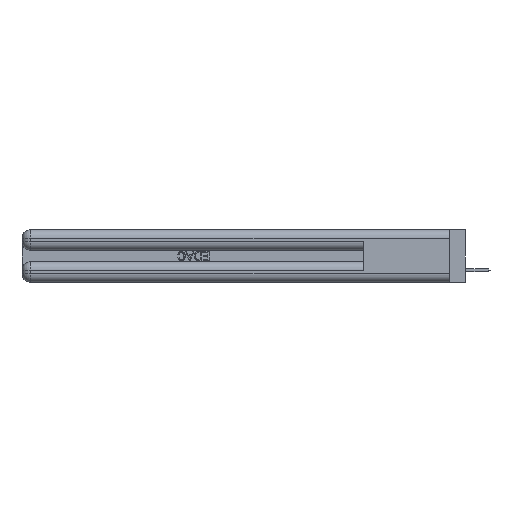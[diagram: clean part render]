
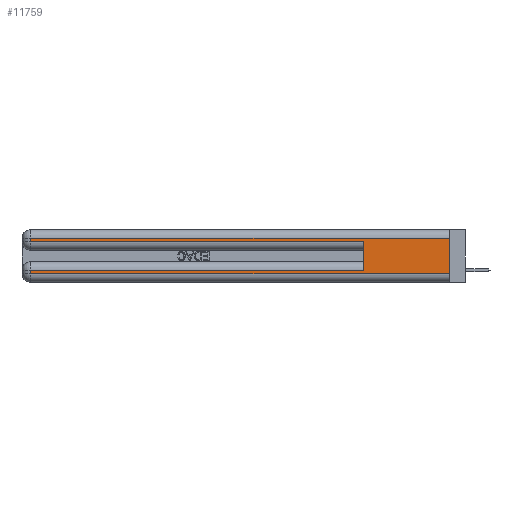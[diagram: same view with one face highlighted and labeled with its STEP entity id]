
A CAD part, left-side view. The second image highlights one B-rep face of the part: STEP entity #11759.
In plain terms, the highlighted planar face has unit normal (-1, 0, 0).
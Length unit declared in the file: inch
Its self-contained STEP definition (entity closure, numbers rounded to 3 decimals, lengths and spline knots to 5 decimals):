
#2741 = ORIENTED_EDGE ( 'NONE', *, *, #45388, .T. ) ;
#4338 = DIRECTION ( 'NONE',  ( 0., -1., 0. ) ) ;
#4648 = ORIENTED_EDGE ( 'NONE', *, *, #14985, .F. ) ;
#5216 = PLANE ( 'NONE',  #8451 ) ;
#6429 = LINE ( 'NONE', #44808, #38573 ) ;
#8138 = CARTESIAN_POINT ( 'NONE',  ( 0., 2.94, 0.06 ) ) ;
#8451 = AXIS2_PLACEMENT_3D ( 'NONE', #30916, #12788, #8928 ) ;
#8470 = EDGE_CURVE ( 'NONE', #23474, #45481, #19812, .T. ) ;
#8869 = DIRECTION ( 'NONE',  ( 0., 0., -1. ) ) ;
#8928 = DIRECTION ( 'NONE',  ( 0., 0., -1. ) ) ;
#10470 = EDGE_CURVE ( 'NONE', #34513, #30405, #6429, .T. ) ;
#10800 = VECTOR ( 'NONE', #20608, 39.37008 ) ;
#10815 = ORIENTED_EDGE ( 'NONE', *, *, #39510, .T. ) ;
#11096 = CARTESIAN_POINT ( 'NONE',  ( 0., 0., 0.06 ) ) ;
#11759 = ADVANCED_FACE ( 'NONE', ( #13186 ), #5216, .F. ) ;
#11991 = DIRECTION ( 'NONE',  ( 0., 0., -1. ) ) ;
#12262 = CARTESIAN_POINT ( 'NONE',  ( 0., 0.6, 0.085 ) ) ;
#12788 = DIRECTION ( 'NONE',  ( 1., 0., 0. ) ) ;
#13186 = FACE_OUTER_BOUND ( 'NONE', #13686, .T. ) ;
#13686 = EDGE_LOOP ( 'NONE', ( #27313, #10815, #30923, #26869, #4648, #2741, #34551, #39532 ) ) ;
#14985 = EDGE_CURVE ( 'NONE', #17352, #16969, #29452, .T. ) ;
#15292 = DIRECTION ( 'NONE',  ( 0., 0., -1. ) ) ;
#16007 = CARTESIAN_POINT ( 'NONE',  ( 0., 2.94, 0.37 ) ) ;
#16681 = VERTEX_POINT ( 'NONE', #8138 ) ;
#16888 = CARTESIAN_POINT ( 'NONE',  ( 0., 0., 0.31 ) ) ;
#16920 = CARTESIAN_POINT ( 'NONE',  ( 0., 0.6, 0.145 ) ) ;
#16927 = CARTESIAN_POINT ( 'NONE',  ( 0., 0., 0.06 ) ) ;
#16969 = VERTEX_POINT ( 'NONE', #31863 ) ;
#17352 = VERTEX_POINT ( 'NONE', #12262 ) ;
#19812 = LINE ( 'NONE', #41880, #38704 ) ;
#20608 = DIRECTION ( 'NONE',  ( 0., 1., 0. ) ) ;
#20750 = VECTOR ( 'NONE', #4338, 39.37008 ) ;
#20805 = VECTOR ( 'NONE', #11991, 39.37008 ) ;
#21984 = VECTOR ( 'NONE', #46256, 39.37008 ) ;
#23107 = DIRECTION ( 'NONE',  ( 0., -1., 0. ) ) ;
#23151 = EDGE_CURVE ( 'NONE', #16681, #45481, #40241, .T. ) ;
#23474 = VERTEX_POINT ( 'NONE', #16888 ) ;
#26869 = ORIENTED_EDGE ( 'NONE', *, *, #36564, .T. ) ;
#27313 = ORIENTED_EDGE ( 'NONE', *, *, #8470, .F. ) ;
#27986 = CARTESIAN_POINT ( 'NONE',  ( 0., 0., 0.085 ) ) ;
#29115 = LINE ( 'NONE', #30640, #45172 ) ;
#29418 = LINE ( 'NONE', #16007, #20805 ) ;
#29445 = DIRECTION ( 'NONE',  ( 0., 1., 0. ) ) ;
#29452 = LINE ( 'NONE', #16920, #21984 ) ;
#30201 = VECTOR ( 'NONE', #29445, 39.37008 ) ;
#30405 = VERTEX_POINT ( 'NONE', #43481 ) ;
#30640 = CARTESIAN_POINT ( 'NONE',  ( 0., 0., 0.285 ) ) ;
#30916 = CARTESIAN_POINT ( 'NONE',  ( 0., 0., 0.37 ) ) ;
#30923 = ORIENTED_EDGE ( 'NONE', *, *, #10470, .T. ) ;
#31863 = CARTESIAN_POINT ( 'NONE',  ( 0., 0.6, 0.285 ) ) ;
#32182 = EDGE_CURVE ( 'NONE', #36060, #16681, #29418, .T. ) ;
#32506 = LINE ( 'NONE', #32652, #30201 ) ;
#32652 = CARTESIAN_POINT ( 'NONE',  ( 0., 0., 0.31 ) ) ;
#32653 = LINE ( 'NONE', #27986, #10800 ) ;
#34513 = VERTEX_POINT ( 'NONE', #45596 ) ;
#34551 = ORIENTED_EDGE ( 'NONE', *, *, #32182, .T. ) ;
#36060 = VERTEX_POINT ( 'NONE', #37278 ) ;
#36564 = EDGE_CURVE ( 'NONE', #30405, #16969, #29115, .T. ) ;
#37278 = CARTESIAN_POINT ( 'NONE',  ( 0., 2.94, 0.085 ) ) ;
#38573 = VECTOR ( 'NONE', #15292, 39.37008 ) ;
#38704 = VECTOR ( 'NONE', #8869, 39.37008 ) ;
#39510 = EDGE_CURVE ( 'NONE', #23474, #34513, #32506, .T. ) ;
#39532 = ORIENTED_EDGE ( 'NONE', *, *, #23151, .T. ) ;
#40241 = LINE ( 'NONE', #11096, #20750 ) ;
#41880 = CARTESIAN_POINT ( 'NONE',  ( 0., 0., 0.37 ) ) ;
#43481 = CARTESIAN_POINT ( 'NONE',  ( 0., 2.94, 0.285 ) ) ;
#44808 = CARTESIAN_POINT ( 'NONE',  ( 0., 2.94, 0.37 ) ) ;
#45172 = VECTOR ( 'NONE', #23107, 39.37008 ) ;
#45388 = EDGE_CURVE ( 'NONE', #17352, #36060, #32653, .T. ) ;
#45481 = VERTEX_POINT ( 'NONE', #16927 ) ;
#45596 = CARTESIAN_POINT ( 'NONE',  ( 0., 2.94, 0.31 ) ) ;
#46256 = DIRECTION ( 'NONE',  ( 0., 0., 1. ) ) ;
